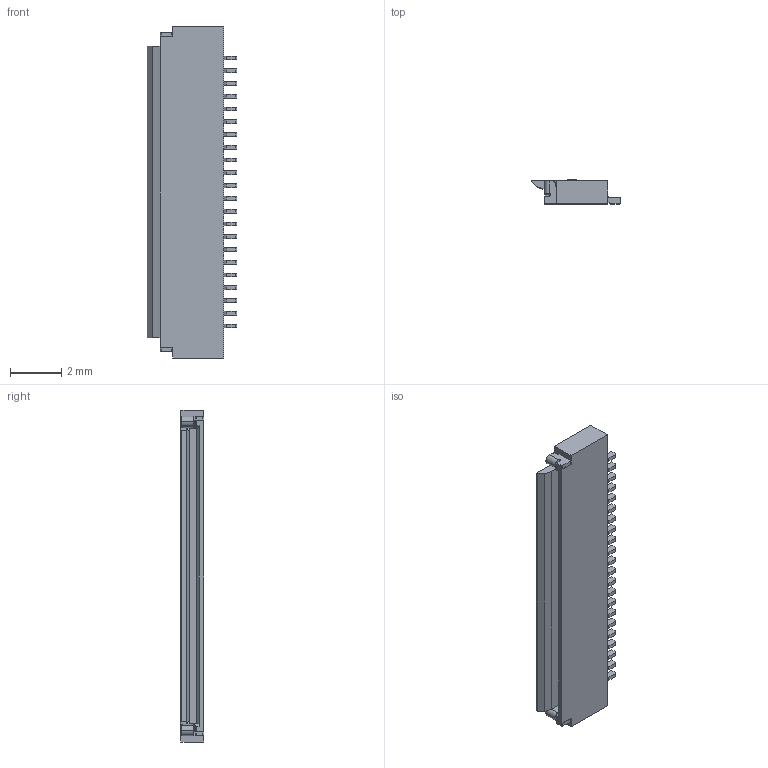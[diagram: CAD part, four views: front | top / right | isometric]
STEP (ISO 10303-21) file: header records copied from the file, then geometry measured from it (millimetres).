
FILE_DESCRIPTION(('OneSpaceDesigner STEP Export'),'2;1');
FILE_NAME('FH19SC-22S-0.5SH.stp','2007-03-19T10:01:24',(''),(''),'OneSpace Designer STEP processor (Jan. 2003) for AP214(CD)(Solid Model)','OneSpace Designer 12.00 10-Sep-2003 (C) CoCreate Software GmbH','');
FILE_SCHEMA(('AUTOMOTIVE_DESIGN_CC2 {1 2 10303 214 -1 1 5 1}'));
Length unit declared in the file: millimetre
Products named in the file (2): FH19SC-22S-0.5SH_Èª
Assembly tree (1 placements, depth 2):
  FH19SC-22S-0.5SH_Èª
    FH19SC-22S-0.5SH_Èª
Bounding box: 3.5 x 0.93 x 13 mm (x, y, z)
Volume: 21.5 mm3; surface area: 172.3 mm2
Topology: 1 solids, 1 shells, 503 faces, 1493 edges, 992 vertices
Faces by surface type: plane 341, cylinder 162
Entity records: 16430 total; most frequent: ORIENTED_EDGE 2986, CARTESIAN_POINT 2884, DIRECTION 2651, EDGE_CURVE 1493, VECTOR 1133, LINE 1133, VERTEX_POINT 992, AXIS2_PLACEMENT_3D 759
